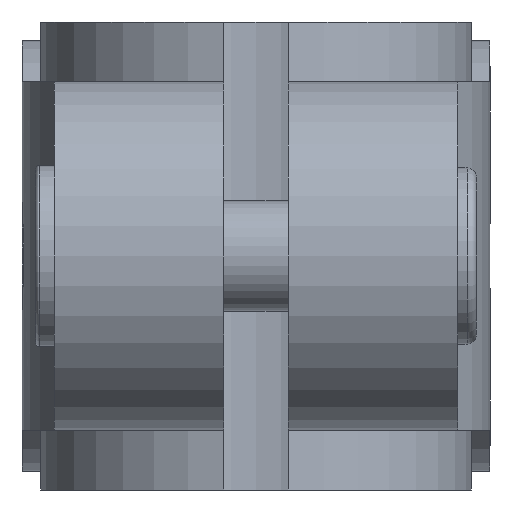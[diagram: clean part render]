
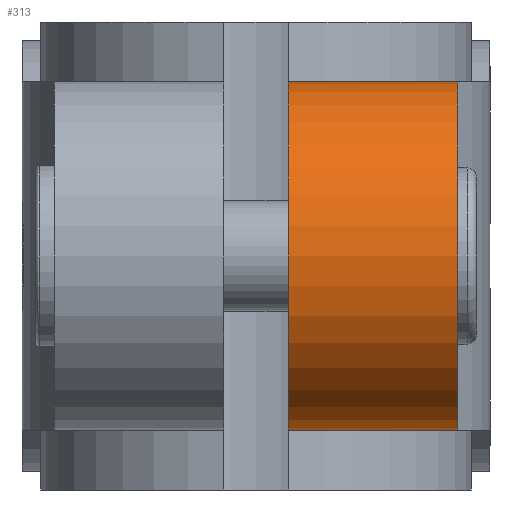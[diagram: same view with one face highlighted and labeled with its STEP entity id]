
A CAD part, left-side view. The second image highlights one B-rep face of the part: STEP entity #313.
In plain terms, the highlighted cylindrical face has radius 9.5 mm (diameter 19 mm), a partial arc.
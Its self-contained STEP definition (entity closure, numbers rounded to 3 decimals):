
#313 = ADVANCED_FACE( '', ( #735 ), #736, .T. );
#735 = FACE_OUTER_BOUND( '', #1273, .T. );
#736 = CYLINDRICAL_SURFACE( '', #1274, 9.5 );
#1273 = EDGE_LOOP( '', ( #2112, #2113, #2114, #2115 ) );
#1274 = AXIS2_PLACEMENT_3D( '', #2116, #2117, #2118 );
#2112 = ORIENTED_EDGE( '', *, *, #3194, .F. );
#2113 = ORIENTED_EDGE( '', *, *, #3195, .T. );
#2114 = ORIENTED_EDGE( '', *, *, #3045, .T. );
#2115 = ORIENTED_EDGE( '', *, *, #3196, .F. );
#2116 = CARTESIAN_POINT( '', ( -13., 11., 12.75 ) );
#2117 = DIRECTION( '', ( 0., 1., 0. ) );
#2118 = DIRECTION( '', ( 0., 0., -1. ) );
#3045 = EDGE_CURVE( '', #3634, #3638, #3640, .T. );
#3194 = EDGE_CURVE( '', #3875, #3876, #3877, .T. );
#3195 = EDGE_CURVE( '', #3875, #3634, #3878, .T. );
#3196 = EDGE_CURVE( '', #3876, #3638, #3879, .T. );
#3634 = VERTEX_POINT( '', #4487 );
#3638 = VERTEX_POINT( '', #4493 );
#3640 = CIRCLE( '', #4496, 9.5 );
#3875 = VERTEX_POINT( '', #4854 );
#3876 = VERTEX_POINT( '', #4855 );
#3877 = CIRCLE( '', #4856, 9.5 );
#3878 = LINE( '', #4857, #4858 );
#3879 = LINE( '', #4859, #4860 );
#4487 = CARTESIAN_POINT( '', ( -13., -11., 3.25 ) );
#4493 = CARTESIAN_POINT( '', ( -13., -11., 22.25 ) );
#4496 = AXIS2_PLACEMENT_3D( '', #5410, #5411, #5412 );
#4854 = CARTESIAN_POINT( '', ( -13., -1.75, 3.25 ) );
#4855 = CARTESIAN_POINT( '', ( -13., -1.75, 22.25 ) );
#4856 = AXIS2_PLACEMENT_3D( '', #5564, #5565, #5566 );
#4857 = CARTESIAN_POINT( '', ( -13., 11., 3.25 ) );
#4858 = VECTOR( '', #5567, 1000. );
#4859 = CARTESIAN_POINT( '', ( -13., 11., 22.25 ) );
#4860 = VECTOR( '', #5568, 1000. );
#5410 = CARTESIAN_POINT( '', ( -13., -11., 12.75 ) );
#5411 = DIRECTION( '', ( 0., 1., 0. ) );
#5412 = DIRECTION( '', ( 1., 0., 0. ) );
#5564 = CARTESIAN_POINT( '', ( -13., -1.75, 12.75 ) );
#5565 = DIRECTION( '', ( 0., 1., 0. ) );
#5566 = DIRECTION( '', ( 0., 0., 1. ) );
#5567 = DIRECTION( '', ( 0., -1., 0. ) );
#5568 = DIRECTION( '', ( 0., -1., 0. ) );
